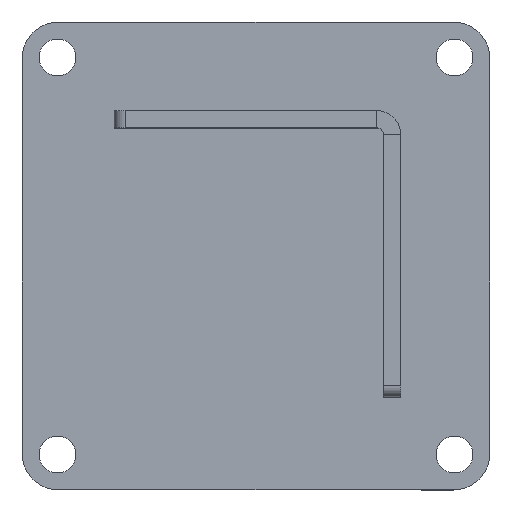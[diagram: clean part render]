
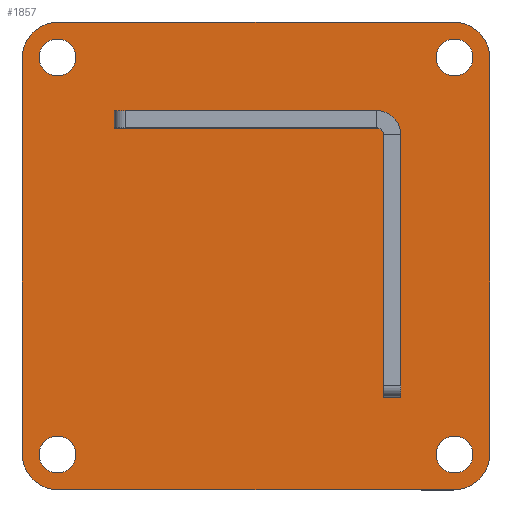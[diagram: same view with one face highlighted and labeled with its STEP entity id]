
A CAD part, top view. The second image highlights one B-rep face of the part: STEP entity #1857.
In plain terms, the highlighted planar face has unit normal (0, 0, 1).
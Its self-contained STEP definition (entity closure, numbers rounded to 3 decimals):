
#15=FACE_BOUND('',#196,.T.);
#16=FACE_BOUND('',#197,.T.);
#17=FACE_BOUND('',#198,.T.);
#18=FACE_BOUND('',#199,.T.);
#19=FACE_BOUND('',#200,.T.);
#20=FACE_BOUND('',#201,.T.);
#41=PLANE('',#1986);
#97=FACE_OUTER_BOUND('',#195,.T.);
#195=EDGE_LOOP('',(#1263,#1264,#1265,#1266,#1267,#1268,#1269,#1270));
#196=EDGE_LOOP('',(#1271,#1272,#1273,#1274));
#197=EDGE_LOOP('',(#1275,#1276,#1277,#1278));
#198=EDGE_LOOP('',(#1279));
#199=EDGE_LOOP('',(#1280));
#200=EDGE_LOOP('',(#1281));
#201=EDGE_LOOP('',(#1282));
#319=LINE('',#2764,#507);
#320=LINE('',#2768,#508);
#321=LINE('',#2772,#509);
#322=LINE('',#2775,#510);
#323=LINE('',#2778,#511);
#324=LINE('',#2780,#512);
#325=LINE('',#2782,#513);
#326=LINE('',#2783,#514);
#327=LINE('',#2786,#515);
#328=LINE('',#2788,#516);
#329=LINE('',#2790,#517);
#330=LINE('',#2791,#518);
#507=VECTOR('',#2198,139.);
#508=VECTOR('',#2201,139.);
#509=VECTOR('',#2204,139.);
#510=VECTOR('',#2207,139.);
#511=VECTOR('',#2208,11.5);
#512=VECTOR('',#2209,6.);
#513=VECTOR('',#2210,20.5);
#514=VECTOR('',#2211,6.);
#515=VECTOR('',#2212,11.5);
#516=VECTOR('',#2213,6.);
#517=VECTOR('',#2214,20.5);
#518=VECTOR('',#2215,6.);
#691=CIRCLE('',#1975,6.5);
#693=CIRCLE('',#1978,6.5);
#695=CIRCLE('',#1981,6.5);
#697=CIRCLE('',#1984,6.5);
#699=CIRCLE('',#1987,13.);
#700=CIRCLE('',#1988,13.);
#701=CIRCLE('',#1989,13.);
#702=CIRCLE('',#1990,13.);
#783=VERTEX_POINT('',#2736);
#785=VERTEX_POINT('',#2742);
#787=VERTEX_POINT('',#2748);
#789=VERTEX_POINT('',#2754);
#791=VERTEX_POINT('',#2760);
#792=VERTEX_POINT('',#2761);
#793=VERTEX_POINT('',#2763);
#794=VERTEX_POINT('',#2765);
#795=VERTEX_POINT('',#2767);
#796=VERTEX_POINT('',#2769);
#797=VERTEX_POINT('',#2771);
#798=VERTEX_POINT('',#2773);
#799=VERTEX_POINT('',#2776);
#800=VERTEX_POINT('',#2777);
#801=VERTEX_POINT('',#2779);
#802=VERTEX_POINT('',#2781);
#803=VERTEX_POINT('',#2784);
#804=VERTEX_POINT('',#2785);
#805=VERTEX_POINT('',#2787);
#806=VERTEX_POINT('',#2789);
#967=EDGE_CURVE('',#783,#783,#691,.T.);
#970=EDGE_CURVE('',#785,#785,#693,.T.);
#973=EDGE_CURVE('',#787,#787,#695,.T.);
#976=EDGE_CURVE('',#789,#789,#697,.T.);
#979=EDGE_CURVE('',#791,#792,#699,.T.);
#980=EDGE_CURVE('',#792,#793,#319,.T.);
#981=EDGE_CURVE('',#793,#794,#700,.T.);
#982=EDGE_CURVE('',#794,#795,#320,.T.);
#983=EDGE_CURVE('',#795,#796,#701,.T.);
#984=EDGE_CURVE('',#796,#797,#321,.T.);
#985=EDGE_CURVE('',#797,#798,#702,.T.);
#986=EDGE_CURVE('',#798,#791,#322,.T.);
#987=EDGE_CURVE('',#799,#800,#323,.T.);
#988=EDGE_CURVE('',#801,#799,#324,.T.);
#989=EDGE_CURVE('',#801,#802,#325,.T.);
#990=EDGE_CURVE('',#800,#802,#326,.T.);
#991=EDGE_CURVE('',#803,#804,#327,.T.);
#992=EDGE_CURVE('',#804,#805,#328,.T.);
#993=EDGE_CURVE('',#806,#805,#329,.T.);
#994=EDGE_CURVE('',#803,#806,#330,.T.);
#1263=ORIENTED_EDGE('',*,*,#979,.T.);
#1264=ORIENTED_EDGE('',*,*,#980,.T.);
#1265=ORIENTED_EDGE('',*,*,#981,.T.);
#1266=ORIENTED_EDGE('',*,*,#982,.T.);
#1267=ORIENTED_EDGE('',*,*,#983,.T.);
#1268=ORIENTED_EDGE('',*,*,#984,.T.);
#1269=ORIENTED_EDGE('',*,*,#985,.T.);
#1270=ORIENTED_EDGE('',*,*,#986,.T.);
#1271=ORIENTED_EDGE('',*,*,#987,.F.);
#1272=ORIENTED_EDGE('',*,*,#988,.F.);
#1273=ORIENTED_EDGE('',*,*,#989,.T.);
#1274=ORIENTED_EDGE('',*,*,#990,.F.);
#1275=ORIENTED_EDGE('',*,*,#991,.T.);
#1276=ORIENTED_EDGE('',*,*,#992,.T.);
#1277=ORIENTED_EDGE('',*,*,#993,.F.);
#1278=ORIENTED_EDGE('',*,*,#994,.F.);
#1279=ORIENTED_EDGE('',*,*,#976,.F.);
#1280=ORIENTED_EDGE('',*,*,#973,.F.);
#1281=ORIENTED_EDGE('',*,*,#970,.F.);
#1282=ORIENTED_EDGE('',*,*,#967,.F.);
#1857=ADVANCED_FACE('',(#97,#15,#16,#17,#18,#19,#20),#41,.T.);
#1975=AXIS2_PLACEMENT_3D('',#2737,#2168,#2169);
#1978=AXIS2_PLACEMENT_3D('',#2743,#2175,#2176);
#1981=AXIS2_PLACEMENT_3D('',#2749,#2182,#2183);
#1984=AXIS2_PLACEMENT_3D('',#2755,#2189,#2190);
#1986=AXIS2_PLACEMENT_3D('',#2759,#2194,#2195);
#1987=AXIS2_PLACEMENT_3D('',#2762,#2196,#2197);
#1988=AXIS2_PLACEMENT_3D('',#2766,#2199,#2200);
#1989=AXIS2_PLACEMENT_3D('',#2770,#2202,#2203);
#1990=AXIS2_PLACEMENT_3D('',#2774,#2205,#2206);
#2168=DIRECTION('center_axis',(0.,0.,1.));
#2169=DIRECTION('ref_axis',(0.,1.,0.));
#2175=DIRECTION('center_axis',(0.,0.,1.));
#2176=DIRECTION('ref_axis',(0.,1.,0.));
#2182=DIRECTION('center_axis',(0.,0.,1.));
#2183=DIRECTION('ref_axis',(0.,1.,0.));
#2189=DIRECTION('center_axis',(0.,0.,1.));
#2190=DIRECTION('ref_axis',(0.,1.,0.));
#2194=DIRECTION('center_axis',(0.,0.,1.));
#2195=DIRECTION('ref_axis',(1.,0.,0.));
#2196=DIRECTION('center_axis',(0.,0.,1.));
#2197=DIRECTION('ref_axis',(0.,1.,0.));
#2198=DIRECTION('',(0.,-1.,0.));
#2199=DIRECTION('center_axis',(0.,0.,1.));
#2200=DIRECTION('ref_axis',(-1.,0.,0.));
#2201=DIRECTION('',(1.,0.,0.));
#2202=DIRECTION('center_axis',(0.,0.,1.));
#2203=DIRECTION('ref_axis',(0.,-1.,0.));
#2204=DIRECTION('',(0.,1.,0.));
#2205=DIRECTION('center_axis',(0.,0.,1.));
#2206=DIRECTION('ref_axis',(1.,0.,0.));
#2207=DIRECTION('',(-1.,0.,0.));
#2208=DIRECTION('',(-1.,0.,0.));
#2209=DIRECTION('',(0.,1.,0.));
#2210=DIRECTION('',(-1.,0.,0.));
#2211=DIRECTION('',(0.,-1.,0.));
#2212=DIRECTION('',(0.,1.,0.));
#2213=DIRECTION('',(1.,0.,0.));
#2214=DIRECTION('',(0.,1.,0.));
#2215=DIRECTION('',(1.,0.,0.));
#2736=CARTESIAN_POINT('',(70.,63.5,6.));
#2737=CARTESIAN_POINT('Origin',(70.,70.,6.));
#2742=CARTESIAN_POINT('',(70.,-76.5,6.));
#2743=CARTESIAN_POINT('Origin',(70.,-70.,6.));
#2748=CARTESIAN_POINT('',(-70.,63.5,6.));
#2749=CARTESIAN_POINT('Origin',(-70.,70.,6.));
#2754=CARTESIAN_POINT('',(-70.,-76.5,6.));
#2755=CARTESIAN_POINT('Origin',(-70.,-70.,6.));
#2759=CARTESIAN_POINT('Origin',(0.,0.,6.));
#2760=CARTESIAN_POINT('',(-69.5,82.5,6.));
#2761=CARTESIAN_POINT('',(-82.5,69.5,6.));
#2762=CARTESIAN_POINT('Origin',(-69.5,69.5,6.));
#2763=CARTESIAN_POINT('',(-82.5,-69.5,6.));
#2764=CARTESIAN_POINT('',(-82.5,69.5,6.));
#2765=CARTESIAN_POINT('',(-69.5,-82.5,6.));
#2766=CARTESIAN_POINT('Origin',(-69.5,-69.5,6.));
#2767=CARTESIAN_POINT('',(69.5,-82.5,6.));
#2768=CARTESIAN_POINT('',(-69.5,-82.5,6.));
#2769=CARTESIAN_POINT('',(82.5,-69.5,6.));
#2770=CARTESIAN_POINT('Origin',(69.5,-69.5,6.));
#2771=CARTESIAN_POINT('',(82.5,69.5,6.));
#2772=CARTESIAN_POINT('',(82.5,-69.5,6.));
#2773=CARTESIAN_POINT('',(69.5,82.5,6.));
#2774=CARTESIAN_POINT('Origin',(69.5,69.5,6.));
#2775=CARTESIAN_POINT('',(69.5,82.5,6.));
#2776=CARTESIAN_POINT('',(40.,51.,6.));
#2777=CARTESIAN_POINT('',(-49.,51.,6.));
#2778=CARTESIAN_POINT('',(40.,51.,6.));
#2779=CARTESIAN_POINT('',(40.,45.,6.));
#2780=CARTESIAN_POINT('',(40.,45.,6.));
#2781=CARTESIAN_POINT('',(-49.,45.,6.));
#2782=CARTESIAN_POINT('',(-28.5,45.,6.));
#2783=CARTESIAN_POINT('',(-49.,51.,6.));
#2784=CARTESIAN_POINT('',(45.,-49.,6.));
#2785=CARTESIAN_POINT('',(45.,40.,6.));
#2786=CARTESIAN_POINT('',(45.,28.5,6.));
#2787=CARTESIAN_POINT('',(51.,40.,6.));
#2788=CARTESIAN_POINT('',(45.,40.,6.));
#2789=CARTESIAN_POINT('',(51.,-49.,6.));
#2790=CARTESIAN_POINT('',(51.,-49.,6.));
#2791=CARTESIAN_POINT('',(45.,-49.,6.));
